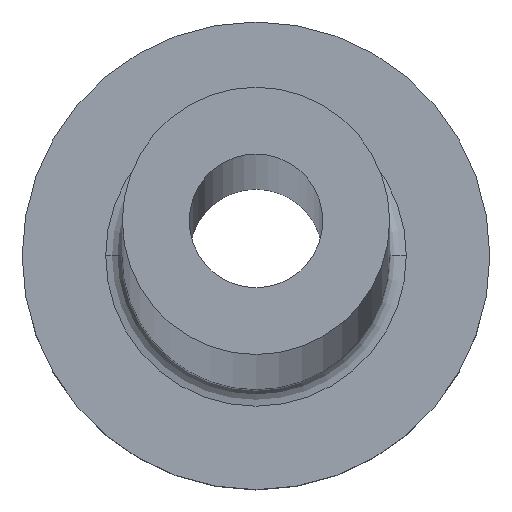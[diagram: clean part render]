
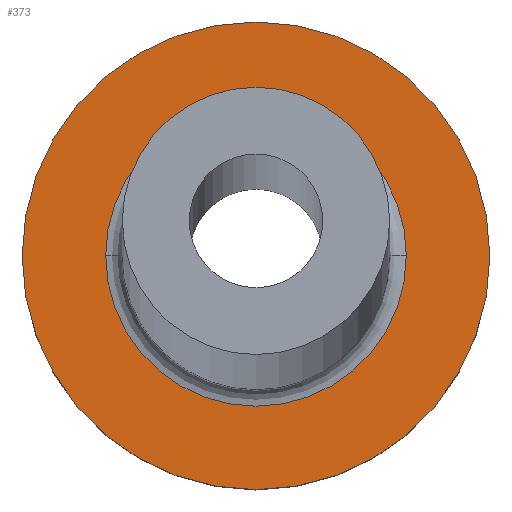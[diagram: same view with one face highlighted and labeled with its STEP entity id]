
A CAD part, top view. The second image highlights one B-rep face of the part: STEP entity #373.
In plain terms, the highlighted planar face has unit normal (0, 0, 1).
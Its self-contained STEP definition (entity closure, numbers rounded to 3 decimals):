
#1 = FACE_BOUND ( 'NONE', #178, .T. ) ;
#6 = CARTESIAN_POINT ( 'NONE',  ( 0., 0., 5. ) ) ;
#14 = CIRCLE ( 'NONE', #132, 7. ) ;
#20 = EDGE_CURVE ( 'NONE', #114, #303, #253, .T. ) ;
#22 = AXIS2_PLACEMENT_3D ( 'NONE', #301, #238, #380 ) ;
#23 = EDGE_CURVE ( 'NONE', #186, #277, #14, .T. ) ;
#28 = CARTESIAN_POINT ( 'NONE',  ( -7., 0., 5. ) ) ;
#43 = DIRECTION ( 'NONE',  ( 0., 0., 1. ) ) ;
#57 = DIRECTION ( 'NONE',  ( 0., 0., 1. ) ) ;
#58 = CARTESIAN_POINT ( 'NONE',  ( 0., 0., 5. ) ) ;
#61 = FACE_OUTER_BOUND ( 'NONE', #333, .T. ) ;
#67 = AXIS2_PLACEMENT_3D ( 'NONE', #213, #280, #152 ) ;
#83 = EDGE_CURVE ( 'NONE', #303, #114, #149, .T. ) ;
#91 = DIRECTION ( 'NONE',  ( 1., 0., 0. ) ) ;
#93 = AXIS2_PLACEMENT_3D ( 'NONE', #6, #43, #366 ) ;
#100 = EDGE_CURVE ( 'NONE', #277, #186, #346, .T. ) ;
#101 = CARTESIAN_POINT ( 'NONE',  ( 7., 0., 5. ) ) ;
#105 = CARTESIAN_POINT ( 'NONE',  ( 4.5, 0., 5. ) ) ;
#114 = VERTEX_POINT ( 'NONE', #105 ) ;
#132 = AXIS2_PLACEMENT_3D ( 'NONE', #58, #218, #91 ) ;
#149 = CIRCLE ( 'NONE', #67, 4.5 ) ;
#152 = DIRECTION ( 'NONE',  ( 1., 0., 0. ) ) ;
#175 = ORIENTED_EDGE ( 'NONE', *, *, #23, .T. ) ;
#178 = EDGE_LOOP ( 'NONE', ( #252, #271 ) ) ;
#186 = VERTEX_POINT ( 'NONE', #101 ) ;
#213 = CARTESIAN_POINT ( 'NONE',  ( 0., 0., 5. ) ) ;
#218 = DIRECTION ( 'NONE',  ( 0., 0., 1. ) ) ;
#238 = DIRECTION ( 'NONE',  ( 0., 0., -1. ) ) ;
#239 = ORIENTED_EDGE ( 'NONE', *, *, #100, .T. ) ;
#248 = AXIS2_PLACEMENT_3D ( 'NONE', #268, #57, #381 ) ;
#252 = ORIENTED_EDGE ( 'NONE', *, *, #20, .T. ) ;
#253 = CIRCLE ( 'NONE', #22, 4.5 ) ;
#268 = CARTESIAN_POINT ( 'NONE',  ( 0., 0., 5. ) ) ;
#271 = ORIENTED_EDGE ( 'NONE', *, *, #83, .T. ) ;
#272 = PLANE ( 'NONE',  #248 ) ;
#277 = VERTEX_POINT ( 'NONE', #28 ) ;
#280 = DIRECTION ( 'NONE',  ( 0., 0., -1. ) ) ;
#301 = CARTESIAN_POINT ( 'NONE',  ( 0., 0., 5. ) ) ;
#303 = VERTEX_POINT ( 'NONE', #374 ) ;
#333 = EDGE_LOOP ( 'NONE', ( #239, #175 ) ) ;
#346 = CIRCLE ( 'NONE', #93, 7. ) ;
#366 = DIRECTION ( 'NONE',  ( 1., 0., 0. ) ) ;
#373 = ADVANCED_FACE ( 'NONE', ( #1, #61 ), #272, .T. ) ;
#374 = CARTESIAN_POINT ( 'NONE',  ( -4.5, 0., 5. ) ) ;
#380 = DIRECTION ( 'NONE',  ( 1., 0., 0. ) ) ;
#381 = DIRECTION ( 'NONE',  ( 1., 0., 0. ) ) ;
